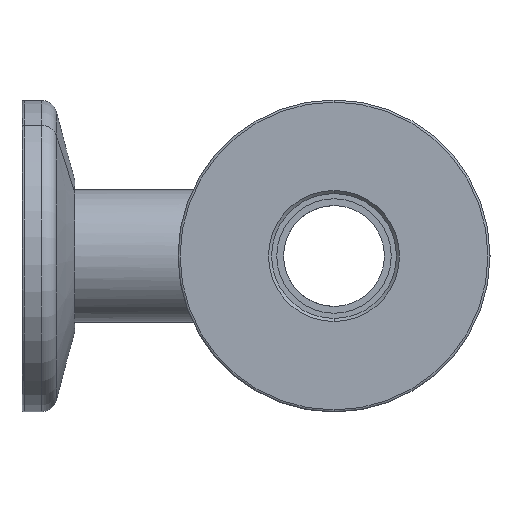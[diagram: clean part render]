
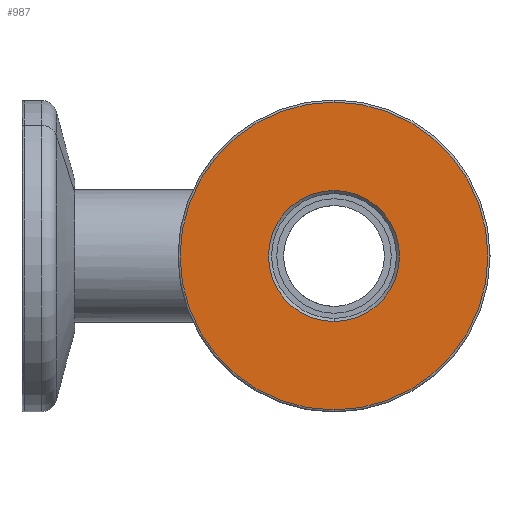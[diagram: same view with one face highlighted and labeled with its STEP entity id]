
A CAD part, left-side view. The second image highlights one B-rep face of the part: STEP entity #987.
In plain terms, the highlighted face is planar.
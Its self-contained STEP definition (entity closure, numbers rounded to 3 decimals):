
#12 = CARTESIAN_POINT ( 'NONE',  ( 0., 0., 0. ) ) ;
#62 = EDGE_CURVE ( 'NONE', #1085, #953, #400, .T. ) ;
#100 = EDGE_LOOP ( 'NONE', ( #531, #1073 ) ) ;
#122 = EDGE_LOOP ( 'NONE', ( #261, #546 ) ) ;
#156 = CARTESIAN_POINT ( 'NONE',  ( 0., 0., -6.3 ) ) ;
#204 = PLANE ( 'NONE',  #227 ) ;
#212 = AXIS2_PLACEMENT_3D ( 'NONE', #12, #583, #1177 ) ;
#227 = AXIS2_PLACEMENT_3D ( 'NONE', #304, #495, #1180 ) ;
#234 = CIRCLE ( 'NONE', #899, 14.8 ) ;
#252 = AXIS2_PLACEMENT_3D ( 'NONE', #1043, #361, #934 ) ;
#261 = ORIENTED_EDGE ( 'NONE', *, *, #984, .T. ) ;
#304 = CARTESIAN_POINT ( 'NONE',  ( -6., 0., 0. ) ) ;
#321 = CIRCLE ( 'NONE', #252, 6.3 ) ;
#336 = EDGE_CURVE ( 'NONE', #584, #1090, #352, .T. ) ;
#352 = CIRCLE ( 'NONE', #711, 14.8 ) ;
#359 = EDGE_CURVE ( 'NONE', #953, #1085, #321, .T. ) ;
#361 = DIRECTION ( 'NONE',  ( 0., 1., 0. ) ) ;
#365 = DIRECTION ( 'NONE',  ( 0., 0., -1. ) ) ;
#400 = CIRCLE ( 'NONE', #212, 6.3 ) ;
#407 = DIRECTION ( 'NONE',  ( 0., -1., 0. ) ) ;
#419 = CARTESIAN_POINT ( 'NONE',  ( 0., 0., 14.8 ) ) ;
#460 = CARTESIAN_POINT ( 'NONE',  ( 0., 0., 0. ) ) ;
#464 = FACE_BOUND ( 'NONE', #100, .T. ) ;
#495 = DIRECTION ( 'NONE',  ( 0., -1., 0. ) ) ;
#531 = ORIENTED_EDGE ( 'NONE', *, *, #62, .T. ) ;
#546 = ORIENTED_EDGE ( 'NONE', *, *, #336, .T. ) ;
#583 = DIRECTION ( 'NONE',  ( 0., 1., 0. ) ) ;
#584 = VERTEX_POINT ( 'NONE', #419 ) ;
#711 = AXIS2_PLACEMENT_3D ( 'NONE', #460, #1048, #365 ) ;
#868 = CARTESIAN_POINT ( 'NONE',  ( 0., 0., 6.3 ) ) ;
#899 = AXIS2_PLACEMENT_3D ( 'NONE', #983, #407, #1088 ) ;
#934 = DIRECTION ( 'NONE',  ( 0., 0., -1. ) ) ;
#953 = VERTEX_POINT ( 'NONE', #868 ) ;
#983 = CARTESIAN_POINT ( 'NONE',  ( 0., 0., 0. ) ) ;
#984 = EDGE_CURVE ( 'NONE', #1090, #584, #234, .T. ) ;
#987 = ADVANCED_FACE ( 'NONE', ( #1016, #464 ), #204, .T. ) ;
#1016 = FACE_OUTER_BOUND ( 'NONE', #122, .T. ) ;
#1043 = CARTESIAN_POINT ( 'NONE',  ( 0., 0., 0. ) ) ;
#1044 = CARTESIAN_POINT ( 'NONE',  ( 0., 0., -14.8 ) ) ;
#1048 = DIRECTION ( 'NONE',  ( 0., -1., 0. ) ) ;
#1073 = ORIENTED_EDGE ( 'NONE', *, *, #359, .T. ) ;
#1085 = VERTEX_POINT ( 'NONE', #156 ) ;
#1088 = DIRECTION ( 'NONE',  ( 0., 0., -1. ) ) ;
#1090 = VERTEX_POINT ( 'NONE', #1044 ) ;
#1177 = DIRECTION ( 'NONE',  ( 0., 0., -1. ) ) ;
#1180 = DIRECTION ( 'NONE',  ( 0., 0., -1. ) ) ;
